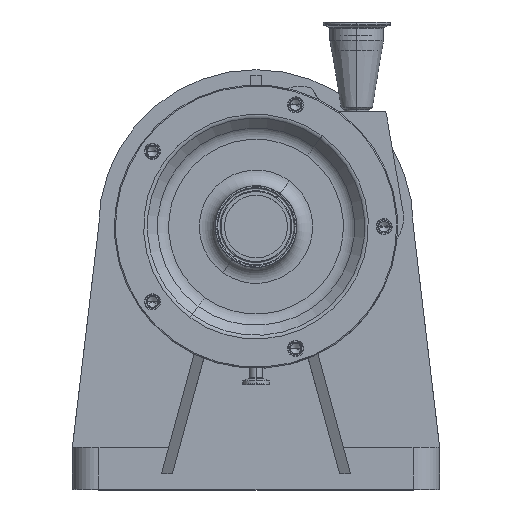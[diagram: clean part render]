
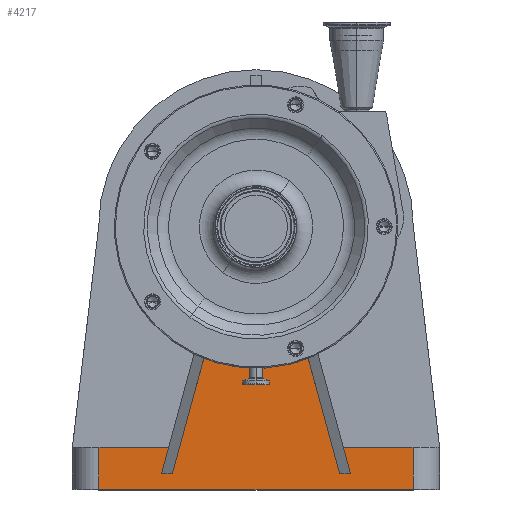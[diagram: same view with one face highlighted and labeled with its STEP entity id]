
A CAD part, top view. The second image highlights one B-rep face of the part: STEP entity #4217.
In plain terms, the highlighted planar face has unit normal (0, 0, 1).
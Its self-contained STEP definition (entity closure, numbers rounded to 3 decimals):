
#89 = EDGE_CURVE ( 'NONE', #6891, #7659, #3336, .T. ) ;
#402 = CARTESIAN_POINT ( 'NONE',  ( -83.204, 40., -80. ) ) ;
#624 = VECTOR ( 'NONE', #4879, 1000. ) ;
#763 = CARTESIAN_POINT ( 'NONE',  ( -67.186, 98.928, -80. ) ) ;
#816 = ORIENTED_EDGE ( 'NONE', *, *, #8021, .T. ) ;
#974 = CARTESIAN_POINT ( 'NONE',  ( 79.637, 15., -80. ) ) ;
#1024 = CARTESIAN_POINT ( 'NONE',  ( 0., 250., -80. ) ) ;
#1088 = CARTESIAN_POINT ( 'NONE',  ( 149.6, 40., -80. ) ) ;
#1142 = ORIENTED_EDGE ( 'NONE', *, *, #7256, .F. ) ;
#1398 = VERTEX_POINT ( 'NONE', #9011 ) ;
#1621 = CARTESIAN_POINT ( 'NONE',  ( 149.6, 40., -80. ) ) ;
#1659 = ORIENTED_EDGE ( 'NONE', *, *, #2287, .T. ) ;
#1678 = VERTEX_POINT ( 'NONE', #2057 ) ;
#1695 = CARTESIAN_POINT ( 'NONE',  ( 80.35, 12.377, -80. ) ) ;
#1710 = DIRECTION ( 'NONE',  ( 0., -1., 0. ) ) ;
#1737 = ORIENTED_EDGE ( 'NONE', *, *, #1905, .F. ) ;
#1811 = EDGE_CURVE ( 'NONE', #1678, #8492, #5564, .T. ) ;
#1905 = EDGE_CURVE ( 'NONE', #1398, #10958, #4308, .T. ) ;
#1921 = LINE ( 'NONE', #1088, #7651 ) ;
#1971 = DIRECTION ( 'NONE',  ( 0.262, -0.965, 0. ) ) ;
#2010 = DIRECTION ( 'NONE',  ( 1., 0., 0. ) ) ;
#2057 = CARTESIAN_POINT ( 'NONE',  ( -149.6, 40., -80. ) ) ;
#2208 = DIRECTION ( 'NONE',  ( -1., 0., 0. ) ) ;
#2269 = ORIENTED_EDGE ( 'NONE', *, *, #9653, .F. ) ;
#2287 = EDGE_CURVE ( 'NONE', #5627, #2541, #6782, .T. ) ;
#2448 = ORIENTED_EDGE ( 'NONE', *, *, #8701, .T. ) ;
#2530 = EDGE_CURVE ( 'NONE', #2541, #8495, #9837, .T. ) ;
#2541 = VERTEX_POINT ( 'NONE', #6246 ) ;
#2847 = CARTESIAN_POINT ( 'NONE',  ( -149.6, 0., -80. ) ) ;
#2881 = CARTESIAN_POINT ( 'NONE',  ( 87.773, 23.194, -80. ) ) ;
#3004 = CARTESIAN_POINT ( 'NONE',  ( 149.6, 40., -80. ) ) ;
#3077 = VERTEX_POINT ( 'NONE', #8252 ) ;
#3212 = AXIS2_PLACEMENT_3D ( 'NONE', #3004, #9010, #2208 ) ;
#3336 = LINE ( 'NONE', #763, #8770 ) ;
#3381 = VECTOR ( 'NONE', #2010, 1000. ) ;
#4084 = DIRECTION ( 'NONE',  ( -0.262, 0.965, 0. ) ) ;
#4169 = LINE ( 'NONE', #5963, #7354 ) ;
#4204 = VERTEX_POINT ( 'NONE', #6365 ) ;
#4217 = ADVANCED_FACE ( 'NONE', ( #4738 ), #4508, .F. ) ;
#4308 = LINE ( 'NONE', #1621, #7666 ) ;
#4376 = VECTOR ( 'NONE', #6271, 1000. ) ;
#4428 = CARTESIAN_POINT ( 'NONE',  ( 149.6, 0., -80. ) ) ;
#4491 = CARTESIAN_POINT ( 'NONE',  ( 149.6, 0., -80. ) ) ;
#4508 = PLANE ( 'NONE',  #3212 ) ;
#4531 = LINE ( 'NONE', #5329, #3381 ) ;
#4535 = ORIENTED_EDGE ( 'NONE', *, *, #7448, .F. ) ;
#4641 = EDGE_CURVE ( 'NONE', #5627, #5981, #4169, .T. ) ;
#4738 = FACE_OUTER_BOUND ( 'NONE', #10160, .T. ) ;
#4879 = DIRECTION ( 'NONE',  ( 0., -1., 0. ) ) ;
#5082 = DIRECTION ( 'NONE',  ( 0.262, 0.965, 0. ) ) ;
#5211 = CARTESIAN_POINT ( 'NONE',  ( -40.6, 158.613, -80. ) ) ;
#5329 = CARTESIAN_POINT ( 'NONE',  ( 149.6, 40., -80. ) ) ;
#5564 = LINE ( 'NONE', #9200, #624 ) ;
#5627 = VERTEX_POINT ( 'NONE', #974 ) ;
#5963 = CARTESIAN_POINT ( 'NONE',  ( 0., 15., -80. ) ) ;
#5981 = VERTEX_POINT ( 'NONE', #7639 ) ;
#6055 = CARTESIAN_POINT ( 'NONE',  ( -90., 15., -80. ) ) ;
#6204 = LINE ( 'NONE', #5211, #10954 ) ;
#6246 = CARTESIAN_POINT ( 'NONE',  ( 40.6, 158.613, -80. ) ) ;
#6271 = DIRECTION ( 'NONE',  ( 1., 0., 0. ) ) ;
#6365 = CARTESIAN_POINT ( 'NONE',  ( 83.204, 40., -80. ) ) ;
#6782 = LINE ( 'NONE', #1695, #10553 ) ;
#6825 = EDGE_CURVE ( 'NONE', #8492, #10958, #7845, .T. ) ;
#6891 = VERTEX_POINT ( 'NONE', #7097 ) ;
#7028 = LINE ( 'NONE', #6055, #4376 ) ;
#7097 = CARTESIAN_POINT ( 'NONE',  ( -90., 15., -80. ) ) ;
#7256 = EDGE_CURVE ( 'NONE', #6891, #3077, #7028, .T. ) ;
#7354 = VECTOR ( 'NONE', #9424, 1000. ) ;
#7448 = EDGE_CURVE ( 'NONE', #4204, #1398, #1921, .T. ) ;
#7570 = ORIENTED_EDGE ( 'NONE', *, *, #2530, .T. ) ;
#7600 = ORIENTED_EDGE ( 'NONE', *, *, #1811, .T. ) ;
#7639 = CARTESIAN_POINT ( 'NONE',  ( 90., 15., -80. ) ) ;
#7651 = VECTOR ( 'NONE', #9504, 1000. ) ;
#7659 = VERTEX_POINT ( 'NONE', #402 ) ;
#7666 = VECTOR ( 'NONE', #1710, 1000. ) ;
#7845 = LINE ( 'NONE', #4428, #8168 ) ;
#7864 = DIRECTION ( 'NONE',  ( 0., 0., -1. ) ) ;
#7921 = DIRECTION ( 'NONE',  ( -1., 0., 0. ) ) ;
#8021 = EDGE_CURVE ( 'NONE', #4204, #5981, #10733, .T. ) ;
#8168 = VECTOR ( 'NONE', #10375, 1000. ) ;
#8252 = CARTESIAN_POINT ( 'NONE',  ( -79.637, 15., -80. ) ) ;
#8492 = VERTEX_POINT ( 'NONE', #2847 ) ;
#8495 = VERTEX_POINT ( 'NONE', #9743 ) ;
#8567 = VECTOR ( 'NONE', #1971, 1000. ) ;
#8701 = EDGE_CURVE ( 'NONE', #8495, #3077, #6204, .T. ) ;
#8770 = VECTOR ( 'NONE', #5082, 1000. ) ;
#9010 = DIRECTION ( 'NONE',  ( 0., 0., -1. ) ) ;
#9011 = CARTESIAN_POINT ( 'NONE',  ( 149.6, 40., -80. ) ) ;
#9087 = ORIENTED_EDGE ( 'NONE', *, *, #6825, .T. ) ;
#9200 = CARTESIAN_POINT ( 'NONE',  ( -149.6, 40., -80. ) ) ;
#9338 = ORIENTED_EDGE ( 'NONE', *, *, #4641, .F. ) ;
#9424 = DIRECTION ( 'NONE',  ( 1., 0., 0. ) ) ;
#9504 = DIRECTION ( 'NONE',  ( 1., 0., 0. ) ) ;
#9653 = EDGE_CURVE ( 'NONE', #1678, #7659, #4531, .T. ) ;
#9738 = DIRECTION ( 'NONE',  ( -0.262, -0.965, 0. ) ) ;
#9743 = CARTESIAN_POINT ( 'NONE',  ( -40.6, 158.613, -80. ) ) ;
#9837 = CIRCLE ( 'NONE', #10737, 100. ) ;
#10160 = EDGE_LOOP ( 'NONE', ( #2448, #1142, #11069, #2269, #7600, #9087, #1737, #4535, #816, #9338, #1659, #7570 ) ) ;
#10375 = DIRECTION ( 'NONE',  ( 1., 0., 0. ) ) ;
#10553 = VECTOR ( 'NONE', #4084, 1000. ) ;
#10733 = LINE ( 'NONE', #2881, #8567 ) ;
#10737 = AXIS2_PLACEMENT_3D ( 'NONE', #1024, #7864, #7921 ) ;
#10954 = VECTOR ( 'NONE', #9738, 1000. ) ;
#10958 = VERTEX_POINT ( 'NONE', #4491 ) ;
#11069 = ORIENTED_EDGE ( 'NONE', *, *, #89, .T. ) ;
